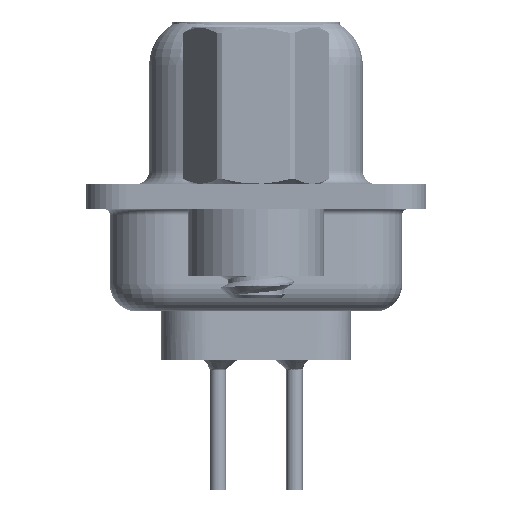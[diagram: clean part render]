
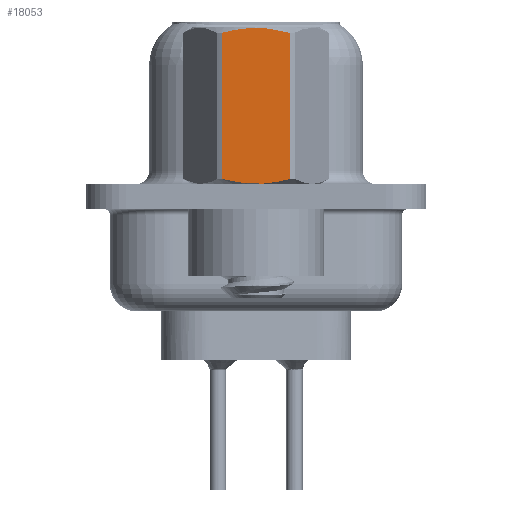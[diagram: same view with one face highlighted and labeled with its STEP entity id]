
A CAD part, left-side view. The second image highlights one B-rep face of the part: STEP entity #18053.
In plain terms, the highlighted planar face has unit normal (-1, 0, 0).
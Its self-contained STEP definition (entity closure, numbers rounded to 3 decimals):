
#648 = CARTESIAN_POINT ( 'NONE',  ( -2.381, 1.273, 3.792 ) ) ;
#871 = CARTESIAN_POINT ( 'NONE',  ( -2.381, -1.273, 0.652 ) ) ;
#1238 = CARTESIAN_POINT ( 'NONE',  ( -2.381, 0.428, 0.485 ) ) ;
#1245 = PLANE ( 'NONE',  #17417 ) ;
#1658 = B_SPLINE_CURVE_WITH_KNOTS ( 'NONE', 3,
 ( #15859, #15668, #27415, #1238, #27230, #15300, #12986, #26868, #24572, #871 ),
 .UNSPECIFIED., .F., .F.,
 ( 4, 2, 2, 2, 4 ),
 ( 0.003, 0.003, 0.004, 0.004, 0.005 ),
 .UNSPECIFIED. ) ;
#1785 = CARTESIAN_POINT ( 'NONE',  ( -2.381, -0.432, 6.215 ) ) ;
#4397 = EDGE_CURVE ( 'NONE', #16161, #27444, #1658, .T. ) ;
#4453 = FACE_OUTER_BOUND ( 'NONE', #36389, .T. ) ;
#4614 = LINE ( 'NONE', #7492, #30004 ) ;
#4838 = DIRECTION ( 'NONE',  ( -1., 0., 0. ) ) ;
#5012 = CARTESIAN_POINT ( 'NONE',  ( -2.381, 0.428, 6.215 ) ) ;
#7492 = CARTESIAN_POINT ( 'NONE',  ( -2.381, -1.273, 3.792 ) ) ;
#8423 = CARTESIAN_POINT ( 'NONE',  ( -2.381, 1.273, 0.652 ) ) ;
#8755 = CARTESIAN_POINT ( 'NONE',  ( -2.381, -1.273, 0.652 ) ) ;
#9601 = ORIENTED_EDGE ( 'NONE', *, *, #21351, .T. ) ;
#10232 = B_SPLINE_CURVE_WITH_KNOTS ( 'NONE', 3,
 ( #19436, #33500, #22286, #1785, #30996, #10700, #5012, #19620, #16775, #10898 ),
 .UNSPECIFIED., .F., .F.,
 ( 4, 2, 2, 2, 4 ),
 ( 0.001, 0.002, 0.002, 0.003, 0.004 ),
 .UNSPECIFIED. ) ;
#10700 = CARTESIAN_POINT ( 'NONE',  ( -2.381, 0.215, 6.232 ) ) ;
#10736 = EDGE_CURVE ( 'NONE', #25577, #16161, #32517, .T. ) ;
#10898 = CARTESIAN_POINT ( 'NONE',  ( -2.381, 1.273, 6.048 ) ) ;
#11195 = VECTOR ( 'NONE', #20772, 1000. ) ;
#12813 = CARTESIAN_POINT ( 'NONE',  ( -2.381, 1.375, -3.75 ) ) ;
#12986 = CARTESIAN_POINT ( 'NONE',  ( -2.381, -0.432, 0.485 ) ) ;
#13148 = CARTESIAN_POINT ( 'NONE',  ( -2.381, 1.273, 6.048 ) ) ;
#13432 = ORIENTED_EDGE ( 'NONE', *, *, #10736, .T. ) ;
#13761 = EDGE_CURVE ( 'NONE', #27444, #33421, #4614, .T. ) ;
#15300 = CARTESIAN_POINT ( 'NONE',  ( -2.381, -0.215, 0.468 ) ) ;
#15668 = CARTESIAN_POINT ( 'NONE',  ( -2.381, 1.065, 0.596 ) ) ;
#15859 = CARTESIAN_POINT ( 'NONE',  ( -2.381, 1.273, 0.652 ) ) ;
#15867 = DIRECTION ( 'NONE',  ( 0., -1., 0. ) ) ;
#16161 = VERTEX_POINT ( 'NONE', #8423 ) ;
#16775 = CARTESIAN_POINT ( 'NONE',  ( -2.381, 1.065, 6.104 ) ) ;
#17417 = AXIS2_PLACEMENT_3D ( 'NONE', #12813, #4838, #15867 ) ;
#18053 = ADVANCED_FACE ( 'NONE', ( #4453 ), #1245, .T. ) ;
#19436 = CARTESIAN_POINT ( 'NONE',  ( -2.381, -1.273, 6.048 ) ) ;
#19620 = CARTESIAN_POINT ( 'NONE',  ( -2.381, 0.853, 6.151 ) ) ;
#20772 = DIRECTION ( 'NONE',  ( 0., 0., -1. ) ) ;
#21351 = EDGE_CURVE ( 'NONE', #33421, #25577, #10232, .T. ) ;
#22191 = ORIENTED_EDGE ( 'NONE', *, *, #13761, .T. ) ;
#22286 = CARTESIAN_POINT ( 'NONE',  ( -2.381, -0.858, 6.15 ) ) ;
#24572 = CARTESIAN_POINT ( 'NONE',  ( -2.381, -1.066, 0.596 ) ) ;
#24742 = DIRECTION ( 'NONE',  ( 0., 0., 1. ) ) ;
#25577 = VERTEX_POINT ( 'NONE', #13148 ) ;
#26868 = CARTESIAN_POINT ( 'NONE',  ( -2.381, -0.858, 0.55 ) ) ;
#27230 = CARTESIAN_POINT ( 'NONE',  ( -2.381, 0.215, 0.468 ) ) ;
#27415 = CARTESIAN_POINT ( 'NONE',  ( -2.381, 0.853, 0.549 ) ) ;
#27444 = VERTEX_POINT ( 'NONE', #8755 ) ;
#30004 = VECTOR ( 'NONE', #24742, 1000. ) ;
#30467 = ORIENTED_EDGE ( 'NONE', *, *, #4397, .T. ) ;
#30640 = CARTESIAN_POINT ( 'NONE',  ( -2.381, -1.273, 6.048 ) ) ;
#30996 = CARTESIAN_POINT ( 'NONE',  ( -2.381, -0.215, 6.232 ) ) ;
#32517 = LINE ( 'NONE', #648, #11195 ) ;
#33421 = VERTEX_POINT ( 'NONE', #30640 ) ;
#33500 = CARTESIAN_POINT ( 'NONE',  ( -2.381, -1.066, 6.104 ) ) ;
#36389 = EDGE_LOOP ( 'NONE', ( #30467, #22191, #9601, #13432 ) ) ;
